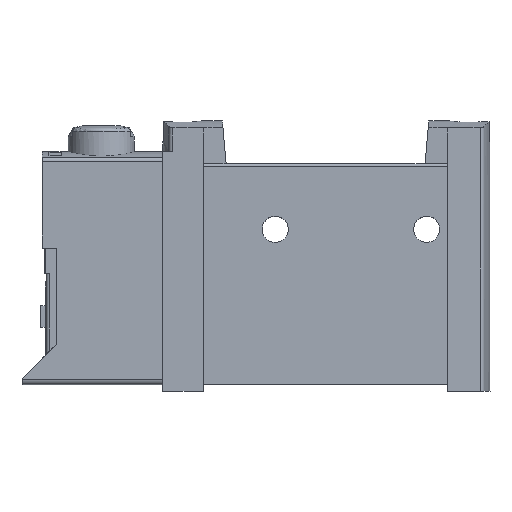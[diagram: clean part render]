
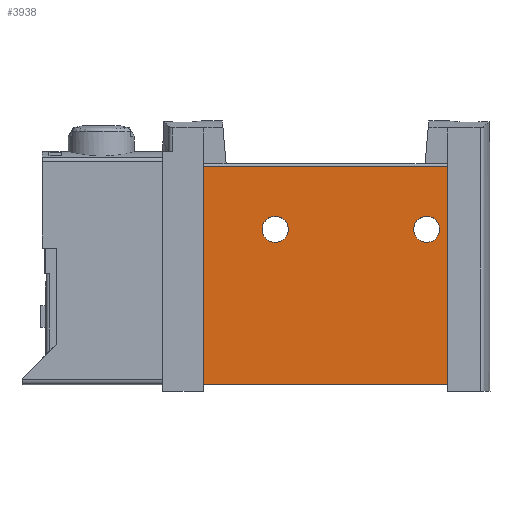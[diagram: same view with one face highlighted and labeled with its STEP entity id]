
A CAD part, top view. The second image highlights one B-rep face of the part: STEP entity #3938.
In plain terms, the highlighted planar face has unit normal (0, 0, 1).
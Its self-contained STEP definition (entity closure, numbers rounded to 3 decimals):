
#72=PLANE('',#4266);
#270=CIRCLE('',#4267,1.6);
#271=CIRCLE('',#4268,1.6);
#476=LINE('',#6258,#876);
#487=LINE('',#6286,#887);
#490=LINE('',#6294,#890);
#493=LINE('',#6302,#893);
#876=VECTOR('',#4899,1000.);
#887=VECTOR('',#4924,1000.);
#890=VECTOR('',#4931,1000.);
#893=VECTOR('',#4940,1000.);
#1480=ORIENTED_EDGE('',*,*,#2566,.F.);
#1481=ORIENTED_EDGE('',*,*,#2567,.F.);
#1482=ORIENTED_EDGE('',*,*,#2544,.T.);
#1483=ORIENTED_EDGE('',*,*,#2568,.F.);
#1484=ORIENTED_EDGE('',*,*,#2559,.F.);
#1485=ORIENTED_EDGE('',*,*,#2563,.T.);
#2544=EDGE_CURVE('',#3086,#3085,#476,.T.);
#2559=EDGE_CURVE('',#3095,#3096,#487,.T.);
#2563=EDGE_CURVE('',#3095,#3086,#490,.T.);
#2566=EDGE_CURVE('',#3099,#3099,#270,.F.);
#2567=EDGE_CURVE('',#3100,#3100,#271,.F.);
#2568=EDGE_CURVE('',#3096,#3085,#493,.T.);
#3085=VERTEX_POINT('',#6257);
#3086=VERTEX_POINT('',#6259);
#3095=VERTEX_POINT('',#6285);
#3096=VERTEX_POINT('',#6287);
#3099=VERTEX_POINT('',#6299);
#3100=VERTEX_POINT('',#6301);
#3346=EDGE_LOOP('',(#1480));
#3347=EDGE_LOOP('',(#1481));
#3348=EDGE_LOOP('',(#1482,#1483,#1484,#1485));
#3625=FACE_BOUND('',#3346,.T.);
#3626=FACE_BOUND('',#3347,.T.);
#3627=FACE_BOUND('',#3348,.T.);
#3938=ADVANCED_FACE('',(#3625,#3626,#3627),#72,.F.);
#4266=AXIS2_PLACEMENT_3D('',#6297,#4934,#4935);
#4267=AXIS2_PLACEMENT_3D('',#6298,#4936,#4937);
#4268=AXIS2_PLACEMENT_3D('',#6300,#4938,#4939);
#4899=DIRECTION('',(0.,-1.,0.));
#4924=DIRECTION('',(0.,-1.,0.));
#4931=DIRECTION('',(-1.,0.,0.));
#4934=DIRECTION('',(0.,0.,-1.));
#4935=DIRECTION('',(-1.,0.,0.));
#4936=DIRECTION('',(0.,0.,-1.));
#4937=DIRECTION('',(-1.,0.,0.));
#4938=DIRECTION('',(0.,0.,-1.));
#4939=DIRECTION('',(-1.,0.,0.));
#4940=DIRECTION('',(-1.,0.,0.));
#6257=CARTESIAN_POINT('',(-14.95,0.,5.1));
#6258=CARTESIAN_POINT('',(-14.95,26.7,5.1));
#6259=CARTESIAN_POINT('',(-14.95,26.7,5.1));
#6285=CARTESIAN_POINT('',(14.95,26.7,5.1));
#6286=CARTESIAN_POINT('',(14.95,26.7,5.1));
#6287=CARTESIAN_POINT('',(14.95,0.,5.1));
#6294=CARTESIAN_POINT('',(14.95,26.7,5.1));
#6297=CARTESIAN_POINT('',(14.95,26.7,5.1));
#6298=CARTESIAN_POINT('',(12.35,19.,5.1));
#6299=CARTESIAN_POINT('',(10.75,19.,5.1));
#6300=CARTESIAN_POINT('',(-6.15,19.,5.1));
#6301=CARTESIAN_POINT('',(-7.75,19.,5.1));
#6302=CARTESIAN_POINT('',(14.95,0.,5.1));
